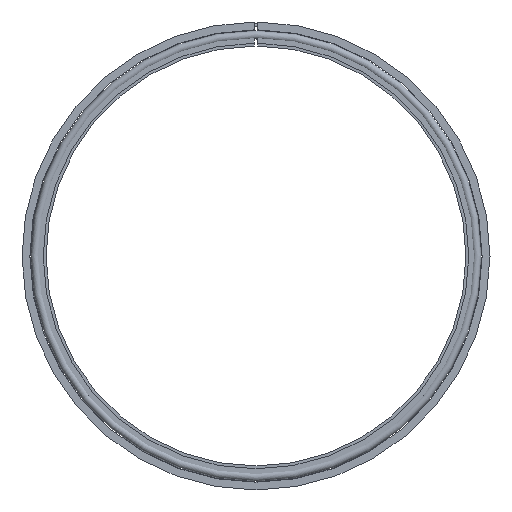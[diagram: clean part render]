
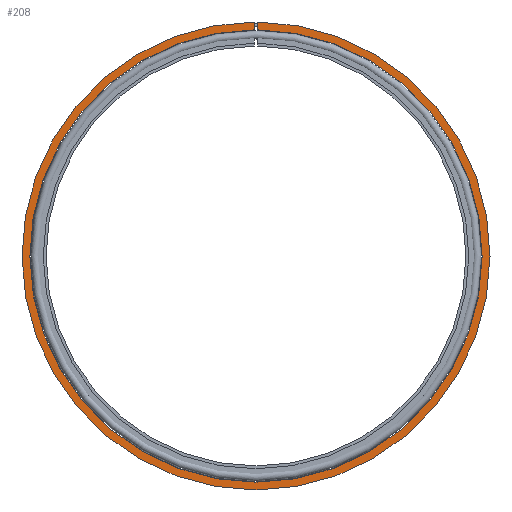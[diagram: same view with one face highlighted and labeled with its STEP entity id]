
A CAD part, left-side view. The second image highlights one B-rep face of the part: STEP entity #208.
In plain terms, the highlighted planar face has unit normal (-1, 0, 0).
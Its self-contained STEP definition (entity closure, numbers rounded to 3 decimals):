
#42 = CARTESIAN_POINT ( 'NONE',  ( -5.95, -1., 143.497 ) ) ;
#56 = CARTESIAN_POINT ( 'NONE',  ( -5.95, 0., 0. ) ) ;
#99 = EDGE_CURVE ( 'NONE', #788, #686, #204, .T. ) ;
#112 = DIRECTION ( 'NONE',  ( 0., 0., -1. ) ) ;
#124 = DIRECTION ( 'NONE',  ( -1., 0., 0. ) ) ;
#136 = ORIENTED_EDGE ( 'NONE', *, *, #588, .T. ) ;
#194 = AXIS2_PLACEMENT_3D ( 'NONE', #589, #124, #359 ) ;
#203 = EDGE_CURVE ( 'NONE', #686, #999, #606, .T. ) ;
#204 = LINE ( 'NONE', #732, #811 ) ;
#208 = ADVANCED_FACE ( 'NONE', ( #513 ), #266, .T. ) ;
#266 = PLANE ( 'NONE',  #194 ) ;
#269 = LINE ( 'NONE', #813, #483 ) ;
#278 = CARTESIAN_POINT ( 'NONE',  ( -5.95, 1., 138.691 ) ) ;
#282 = DIRECTION ( 'NONE',  ( 1., 0., 0. ) ) ;
#332 = DIRECTION ( 'NONE',  ( 1., 0., 0. ) ) ;
#333 = VERTEX_POINT ( 'NONE', #278 ) ;
#359 = DIRECTION ( 'NONE',  ( 0., 0., 1. ) ) ;
#375 = AXIS2_PLACEMENT_3D ( 'NONE', #56, #282, #514 ) ;
#386 = AXIS2_PLACEMENT_3D ( 'NONE', #492, #332, #709 ) ;
#483 = VECTOR ( 'NONE', #112, 1000. ) ;
#492 = CARTESIAN_POINT ( 'NONE',  ( -5.95, 0., 0. ) ) ;
#513 = FACE_OUTER_BOUND ( 'NONE', #517, .T. ) ;
#514 = DIRECTION ( 'NONE',  ( 0., 0., -1. ) ) ;
#517 = EDGE_LOOP ( 'NONE', ( #590, #948, #776, #136 ) ) ;
#588 = EDGE_CURVE ( 'NONE', #788, #333, #674, .T. ) ;
#589 = CARTESIAN_POINT ( 'NONE',  ( -5.95, 143.5, 0. ) ) ;
#590 = ORIENTED_EDGE ( 'NONE', *, *, #692, .F. ) ;
#606 = CIRCLE ( 'NONE', #375, 143.5 ) ;
#649 = DIRECTION ( 'NONE',  ( 0., 0., 1. ) ) ;
#674 = CIRCLE ( 'NONE', #386, 138.694 ) ;
#686 = VERTEX_POINT ( 'NONE', #42 ) ;
#692 = EDGE_CURVE ( 'NONE', #999, #333, #269, .T. ) ;
#709 = DIRECTION ( 'NONE',  ( 0., 0., -1. ) ) ;
#732 = CARTESIAN_POINT ( 'NONE',  ( -5.95, -1., 0. ) ) ;
#776 = ORIENTED_EDGE ( 'NONE', *, *, #99, .F. ) ;
#788 = VERTEX_POINT ( 'NONE', #985 ) ;
#811 = VECTOR ( 'NONE', #649, 1000. ) ;
#813 = CARTESIAN_POINT ( 'NONE',  ( -5.95, 1., 0. ) ) ;
#864 = CARTESIAN_POINT ( 'NONE',  ( -5.95, 1., 143.497 ) ) ;
#948 = ORIENTED_EDGE ( 'NONE', *, *, #203, .F. ) ;
#985 = CARTESIAN_POINT ( 'NONE',  ( -5.95, -1., 138.691 ) ) ;
#999 = VERTEX_POINT ( 'NONE', #864 ) ;
